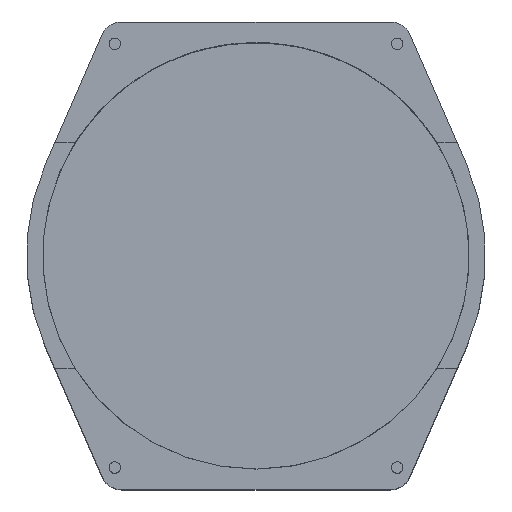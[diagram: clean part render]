
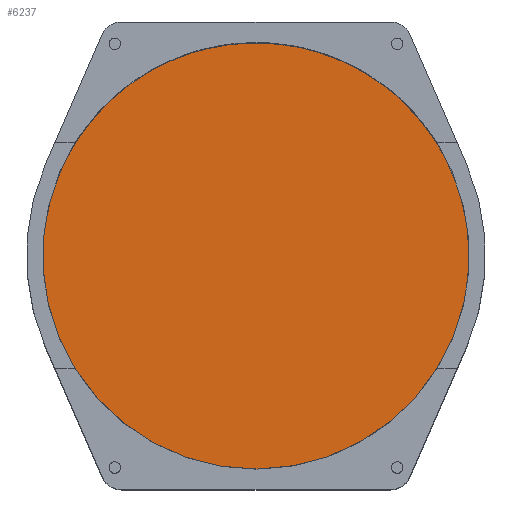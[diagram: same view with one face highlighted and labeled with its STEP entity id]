
A CAD part, top view. The second image highlights one B-rep face of the part: STEP entity #6237.
In plain terms, the highlighted planar face has unit normal (0, 0, 1).
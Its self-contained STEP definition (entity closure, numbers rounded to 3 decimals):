
#5955=CARTESIAN_POINT('',(-6.457,13.65,16.9));
#5956=VERTEX_POINT('',#5955);
#5957=CARTESIAN_POINT('',(0.0,0.0,16.9));
#5958=DIRECTION('',(0.0,0.0,-1.0));
#5959=DIRECTION('',(-1.0,0.0,0.0));
#5960=AXIS2_PLACEMENT_3D('',#5957,#5958,#5959);
#5961=CIRCLE('',#5960,15.1);
#5962=EDGE_CURVE('',#5956,#5956,#5961,.T.);
#6229=CARTESIAN_POINT('',(0.,0.,16.9));
#6230=DIRECTION('',(0.0,0.0,1.0));
#6231=DIRECTION('',(1.0,0.0,0.0));
#6232=AXIS2_PLACEMENT_3D('',#6229,#6230,#6231);
#6233=PLANE('',#6232);
#6234=ORIENTED_EDGE('',*,*,#5962,.F.);
#6235=EDGE_LOOP('',(#6234));
#6236=FACE_OUTER_BOUND('',#6235,.T.);
#6237=ADVANCED_FACE('',(#6236),#6233,.T.);
